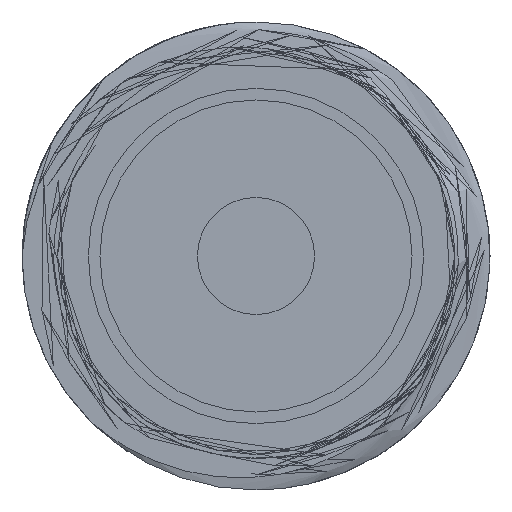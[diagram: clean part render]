
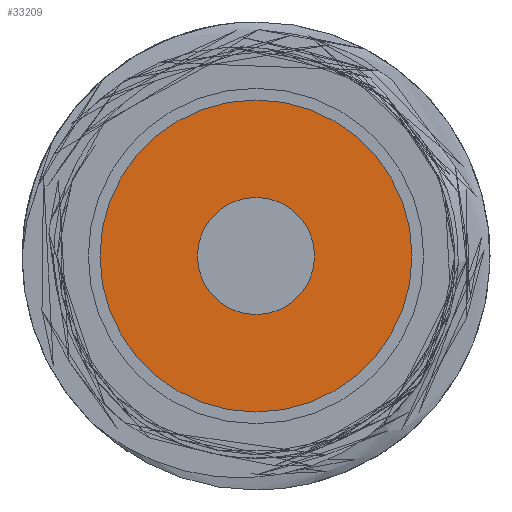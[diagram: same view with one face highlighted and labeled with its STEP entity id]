
A CAD part, left-side view. The second image highlights one B-rep face of the part: STEP entity #33209.
In plain terms, the highlighted planar face has unit normal (-1, 0, 0).
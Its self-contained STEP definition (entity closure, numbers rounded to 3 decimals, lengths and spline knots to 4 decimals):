
#2548 = CARTESIAN_POINT ( 'NONE',  ( 10., 0., 0. ) ) ;
#3912 = EDGE_LOOP ( 'NONE', ( #11028, #52618 ) ) ;
#4429 = CARTESIAN_POINT ( 'NONE',  ( 10., 0., 0. ) ) ;
#4721 = ORIENTED_EDGE ( 'NONE', *, *, #45275, .F. ) ;
#6750 = EDGE_CURVE ( 'NONE', #54292, #27625, #45319, .T. ) ;
#8205 = DIRECTION ( 'NONE',  ( 1., 0., 0. ) ) ;
#8579 = EDGE_LOOP ( 'NONE', ( #35570, #4721 ) ) ;
#11028 = ORIENTED_EDGE ( 'NONE', *, *, #42293, .T. ) ;
#13812 = CARTESIAN_POINT ( 'NONE',  ( 10., 0., 0. ) ) ;
#16641 = VERTEX_POINT ( 'NONE', #67789 ) ;
#16857 = AXIS2_PLACEMENT_3D ( 'NONE', #4429, #33335, #72565 ) ;
#25590 = CIRCLE ( 'NONE', #52321, 0.75 ) ;
#27625 = VERTEX_POINT ( 'NONE', #66714 ) ;
#28388 = CIRCLE ( 'NONE', #57333, 2. ) ;
#28886 = CARTESIAN_POINT ( 'NONE',  ( 10., 0., 0.75 ) ) ;
#29211 = CARTESIAN_POINT ( 'NONE',  ( 10., 0., 0. ) ) ;
#32425 = AXIS2_PLACEMENT_3D ( 'NONE', #66237, #71920, #38100 ) ;
#33209 = ADVANCED_FACE ( 'NONE', ( #53043, #64508 ), #60582, .T. ) ;
#33335 = DIRECTION ( 'NONE',  ( 1., 0., 0. ) ) ;
#35570 = ORIENTED_EDGE ( 'NONE', *, *, #70105, .F. ) ;
#36287 = DIRECTION ( 'NONE',  ( 0., 0., -1. ) ) ;
#38100 = DIRECTION ( 'NONE',  ( 0., 0., 1. ) ) ;
#42293 = EDGE_CURVE ( 'NONE', #27625, #54292, #25590, .T. ) ;
#42464 = DIRECTION ( 'NONE',  ( 1., 0., 0. ) ) ;
#45275 = EDGE_CURVE ( 'NONE', #16641, #50148, #54744, .T. ) ;
#45319 = CIRCLE ( 'NONE', #64714, 0.75 ) ;
#46227 = DIRECTION ( 'NONE',  ( 0., 0., -1. ) ) ;
#47715 = DIRECTION ( 'NONE',  ( 0., 0., -1. ) ) ;
#50148 = VERTEX_POINT ( 'NONE', #63919 ) ;
#52321 = AXIS2_PLACEMENT_3D ( 'NONE', #29211, #42464, #46227 ) ;
#52618 = ORIENTED_EDGE ( 'NONE', *, *, #6750, .T. ) ;
#53043 = FACE_BOUND ( 'NONE', #3912, .T. ) ;
#54292 = VERTEX_POINT ( 'NONE', #28886 ) ;
#54744 = CIRCLE ( 'NONE', #16857, 2. ) ;
#57333 = AXIS2_PLACEMENT_3D ( 'NONE', #13812, #70347, #36287 ) ;
#60582 = PLANE ( 'NONE',  #32425 ) ;
#63919 = CARTESIAN_POINT ( 'NONE',  ( 10., 0., -2. ) ) ;
#64508 = FACE_OUTER_BOUND ( 'NONE', #8579, .T. ) ;
#64714 = AXIS2_PLACEMENT_3D ( 'NONE', #2548, #8205, #47715 ) ;
#66237 = CARTESIAN_POINT ( 'NONE',  ( 10., 0.75, 0. ) ) ;
#66714 = CARTESIAN_POINT ( 'NONE',  ( 10., 0., -0.75 ) ) ;
#67789 = CARTESIAN_POINT ( 'NONE',  ( 10., 0., 2. ) ) ;
#70105 = EDGE_CURVE ( 'NONE', #50148, #16641, #28388, .T. ) ;
#70347 = DIRECTION ( 'NONE',  ( 1., 0., 0. ) ) ;
#71920 = DIRECTION ( 'NONE',  ( -1., 0., 0. ) ) ;
#72565 = DIRECTION ( 'NONE',  ( 0., 0., -1. ) ) ;
